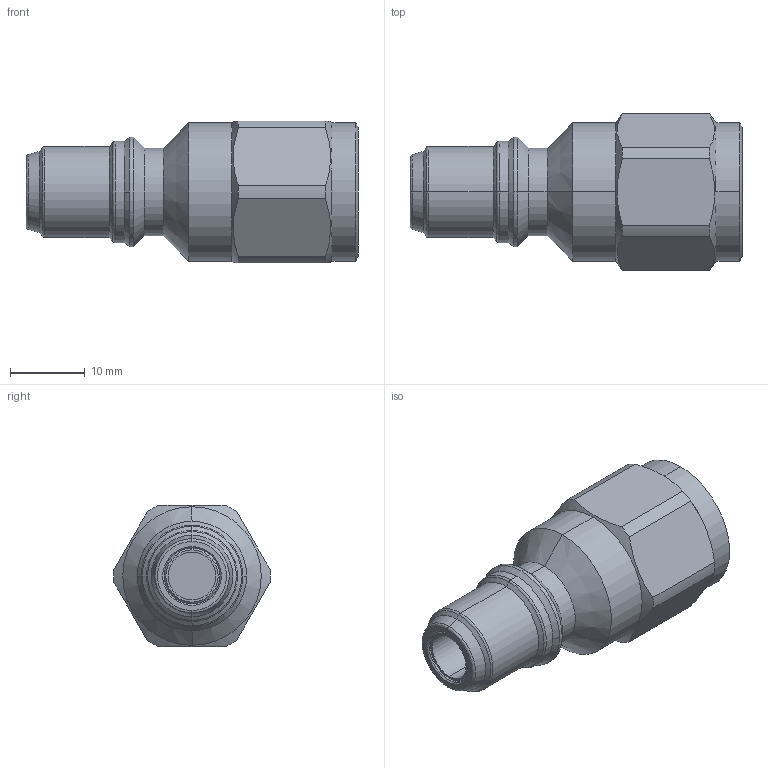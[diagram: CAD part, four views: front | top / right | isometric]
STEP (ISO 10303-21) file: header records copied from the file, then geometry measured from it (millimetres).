
FILE_DESCRIPTION (( 'STEP AP214' ), '1' );
FILE_NAME ('2520 RFV.STEP', '2015-09-03T12:46:51', ( 'admin' ), ( 'Microsoft' ), 'SwSTEP 2.0', 'SolidWorks 2009', '' );
FILE_SCHEMA (( 'AUTOMOTIVE_DESIGN' ));
Length unit declared in the file: millimetre
Products named in the file (1): 2520 RFV
Bounding box: 44.5 x 20.99 x 19 mm (x, y, z)
Volume: 7509.1 mm3; surface area: 3553.4 mm2
Topology: 1 solids, 1 shells, 65 faces, 146 edges, 86 vertices
Faces by surface type: cylinder 24, cone 24, plane 11, bspline 6
Entity records: 2037 total; most frequent: CARTESIAN_POINT 506, DIRECTION 322, ORIENTED_EDGE 292, EDGE_CURVE 146, AXIS2_PLACEMENT_3D 134, VERTEX_POINT 86, CIRCLE 74, EDGE_LOOP 68
